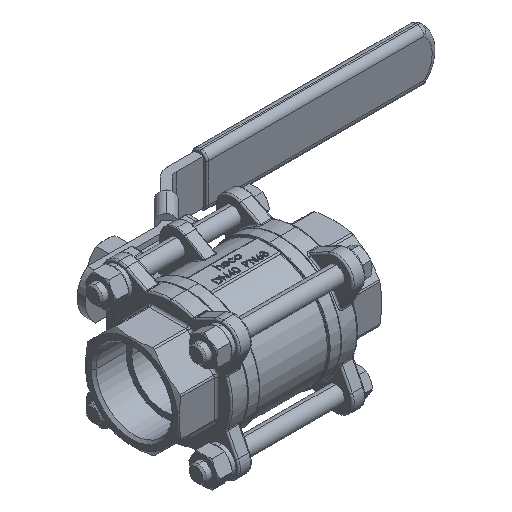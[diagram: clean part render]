
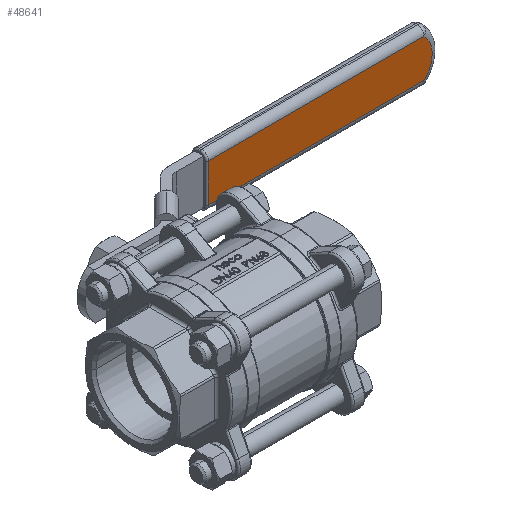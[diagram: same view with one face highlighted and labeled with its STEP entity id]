
A CAD part, isometric view. The second image highlights one B-rep face of the part: STEP entity #48641.
In plain terms, the highlighted planar face has unit normal (0, -1, 0).
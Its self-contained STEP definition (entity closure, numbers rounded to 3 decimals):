
#8902 = CARTESIAN_POINT ( 'NONE',  ( 69.314, 84.2, -11.26 ) ) ;
#8903 = DIRECTION ( 'NONE',  ( 0., 0., -1. ) ) ;
#8904 = VECTOR ( 'NONE', #8903, 1000. ) ;
#8905 = CARTESIAN_POINT ( 'NONE',  ( 69.314, 84.2, 154.232 ) ) ;
#8906 = LINE ( 'NONE', #8905, #8904 ) ;
#8907 = CARTESIAN_POINT ( 'NONE',  ( 69.314, 84.2, 11.26 ) ) ;
#9165 = FACE_OUTER_BOUND ( 'NONE', #48609, .T. ) ;
#9210 = DIRECTION ( 'NONE',  ( -1., 0., 0. ) ) ;
#9211 = DIRECTION ( 'NONE',  ( 0., 1., 0. ) ) ;
#9212 = CARTESIAN_POINT ( 'NONE',  ( 205., 84.2, 154.232 ) ) ;
#9213 = AXIS2_PLACEMENT_3D ( 'NONE', #9212, #9211, #9210 ) ;
#9214 = PLANE ( 'NONE',  #9213 ) ;
#9572 = DIRECTION ( 'NONE',  ( 0., -1., 0. ) ) ;
#9573 = CARTESIAN_POINT ( 'NONE',  ( 185.5, 84.2, 0. ) ) ;
#9574 = AXIS2_PLACEMENT_3D ( 'NONE', #9573, #9572, #9627 ) ;
#9575 = CIRCLE ( 'NONE', #9574, 15.51 ) ;
#9576 = CARTESIAN_POINT ( 'NONE',  ( 196.166, 84.2, 11.26 ) ) ;
#9618 = CARTESIAN_POINT ( 'NONE',  ( 196.166, 84.2, -11.26 ) ) ;
#9619 = DIRECTION ( 'NONE',  ( -1., 0., 0. ) ) ;
#9620 = VECTOR ( 'NONE', #9619, 1000. ) ;
#9621 = CARTESIAN_POINT ( 'NONE',  ( 205., 84.2, 11.26 ) ) ;
#9622 = LINE ( 'NONE', #9621, #9620 ) ;
#9623 = DIRECTION ( 'NONE',  ( 1., 0., 0. ) ) ;
#9624 = VECTOR ( 'NONE', #9623, 1000. ) ;
#9625 = CARTESIAN_POINT ( 'NONE',  ( 197.653, 84.2, -11.26 ) ) ;
#9626 = LINE ( 'NONE', #9625, #9624 ) ;
#9627 = DIRECTION ( 'NONE',  ( -1., 0., 0. ) ) ;
#48603 = ORIENTED_EDGE ( 'NONE', *, *, #48607, .T. ) ;
#48605 = VERTEX_POINT ( 'NONE', #8907 ) ;
#48606 = ORIENTED_EDGE ( 'NONE', *, *, #48716, .T. ) ;
#48607 = EDGE_CURVE ( 'NONE', #48605, #48611, #8906, .T. ) ;
#48609 = EDGE_LOOP ( 'NONE', ( #48603, #48606, #48714, #48713 ) ) ;
#48611 = VERTEX_POINT ( 'NONE', #8902 ) ;
#48641 = ADVANCED_FACE ( 'NONE', ( #9165 ), #9214, .F. ) ;
#48711 = VERTEX_POINT ( 'NONE', #9576 ) ;
#48713 = ORIENTED_EDGE ( 'NONE', *, *, #48717, .T. ) ;
#48714 = ORIENTED_EDGE ( 'NONE', *, *, #48715, .T. ) ;
#48715 = EDGE_CURVE ( 'NONE', #48718, #48711, #9575, .T. ) ;
#48716 = EDGE_CURVE ( 'NONE', #48611, #48718, #9626, .T. ) ;
#48717 = EDGE_CURVE ( 'NONE', #48711, #48605, #9622, .T. ) ;
#48718 = VERTEX_POINT ( 'NONE', #9618 ) ;
